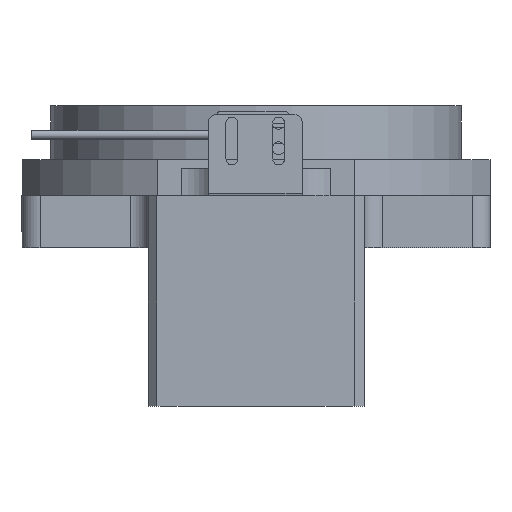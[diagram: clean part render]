
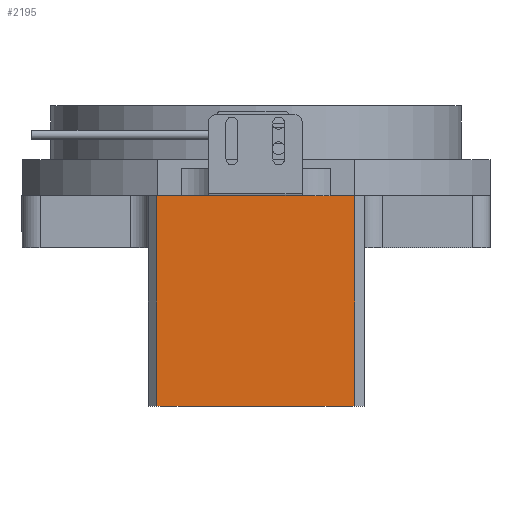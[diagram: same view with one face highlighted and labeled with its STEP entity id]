
A CAD part, front view. The second image highlights one B-rep face of the part: STEP entity #2195.
In plain terms, the highlighted planar face has unit normal (0, -1, 0).
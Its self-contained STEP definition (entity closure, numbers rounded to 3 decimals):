
#130 = VECTOR ( 'NONE', #155, 1000. ) ;
#155 = DIRECTION ( 'NONE',  ( 0., 0., -1. ) ) ;
#193 = AXIS2_PLACEMENT_3D ( 'NONE', #3390, #7942, #4707 ) ;
#270 = CARTESIAN_POINT ( 'NONE',  ( 27.5, -93.8, 14.5 ) ) ;
#401 = ORIENTED_EDGE ( 'NONE', *, *, #2054, .F. ) ;
#788 = CARTESIAN_POINT ( 'NONE',  ( 27.5, -93.8, 39.5 ) ) ;
#1007 = VERTEX_POINT ( 'NONE', #6024 ) ;
#1110 = DIRECTION ( 'NONE',  ( -1., 0., 0. ) ) ;
#1136 = DIRECTION ( 'NONE',  ( 0., 0., -1. ) ) ;
#1338 = CARTESIAN_POINT ( 'NONE',  ( 27.5, -93.8, -44. ) ) ;
#1473 = EDGE_CURVE ( 'NONE', #4136, #1007, #8216, .T. ) ;
#1657 = EDGE_CURVE ( 'NONE', #6978, #5362, #7155, .T. ) ;
#1897 = LINE ( 'NONE', #3859, #5661 ) ;
#2042 = DIRECTION ( 'NONE',  ( 1., 0., 0. ) ) ;
#2054 = EDGE_CURVE ( 'NONE', #5362, #4136, #2751, .T. ) ;
#2195 = ADVANCED_FACE ( 'NONE', ( #5941 ), #4669, .F. ) ;
#2509 = VECTOR ( 'NONE', #2042, 1000. ) ;
#2751 = LINE ( 'NONE', #788, #130 ) ;
#2797 = VECTOR ( 'NONE', #1110, 1000. ) ;
#2804 = EDGE_LOOP ( 'NONE', ( #8129, #8247, #8074, #401 ) ) ;
#3390 = CARTESIAN_POINT ( 'NONE',  ( -27.5, -93.8, 39.5 ) ) ;
#3859 = CARTESIAN_POINT ( 'NONE',  ( -27.5, -93.8, 39.5 ) ) ;
#3980 = EDGE_CURVE ( 'NONE', #6978, #1007, #1897, .T. ) ;
#4136 = VERTEX_POINT ( 'NONE', #1338 ) ;
#4482 = CARTESIAN_POINT ( 'NONE',  ( -27.5, -93.8, 14.5 ) ) ;
#4669 = PLANE ( 'NONE',  #193 ) ;
#4707 = DIRECTION ( 'NONE',  ( 1., 0., 0. ) ) ;
#5362 = VERTEX_POINT ( 'NONE', #270 ) ;
#5661 = VECTOR ( 'NONE', #1136, 1000. ) ;
#5941 = FACE_OUTER_BOUND ( 'NONE', #2804, .T. ) ;
#6024 = CARTESIAN_POINT ( 'NONE',  ( -27.5, -93.8, -44. ) ) ;
#6262 = CARTESIAN_POINT ( 'NONE',  ( 27.5, -93.8, -44. ) ) ;
#6978 = VERTEX_POINT ( 'NONE', #4482 ) ;
#7114 = CARTESIAN_POINT ( 'NONE',  ( -27.5, -93.8, 14.5 ) ) ;
#7155 = LINE ( 'NONE', #7114, #2509 ) ;
#7942 = DIRECTION ( 'NONE',  ( 0., 1., 0. ) ) ;
#8074 = ORIENTED_EDGE ( 'NONE', *, *, #1473, .F. ) ;
#8129 = ORIENTED_EDGE ( 'NONE', *, *, #1657, .F. ) ;
#8216 = LINE ( 'NONE', #6262, #2797 ) ;
#8247 = ORIENTED_EDGE ( 'NONE', *, *, #3980, .T. ) ;
